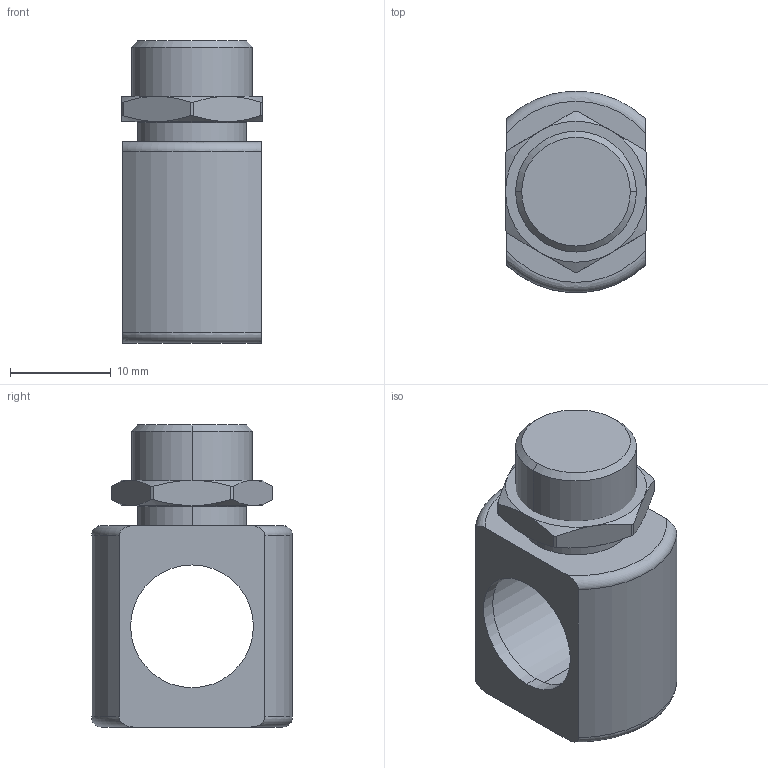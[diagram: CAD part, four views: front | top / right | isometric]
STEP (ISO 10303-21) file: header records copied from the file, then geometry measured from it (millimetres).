
FILE_DESCRIPTION (( 'STEP AP214' ), '1' );
FILE_NAME ('ACCTMB.STEP', '2010-01-22T12:12:02', ( 'ab' ), ( '' ), 'SwSTEP 2.0', 'SolidWorks 2010', '' );
FILE_SCHEMA (( 'AUTOMOTIVE_DESIGN' ));
Length unit declared in the file: millimetre
Products named in the file (3): Mutter M15x1_M12x1; 1C026 Einschraubbolzen_Default; ACCTMB
Assembly tree (2 placements, depth 2):
  ACCTMB
    Mutter M15x1_M12x1
    1C026 Einschraubbolzen_Default
Bounding box: 14 x 19.94 x 30 mm (x, y, z)
Volume: 4156.5 mm3; surface area: 2749.9 mm2
Topology: 2 solids, 2 shells, 56 faces, 128 edges, 78 vertices
Faces by surface type: cone 20, cylinder 18, plane 14, torus 4
Entity records: 1902 total; most frequent: CARTESIAN_POINT 475, DIRECTION 276, ORIENTED_EDGE 256, EDGE_CURVE 128, AXIS2_PLACEMENT_3D 119, VERTEX_POINT 78, EDGE_LOOP 62, CIRCLE 58
